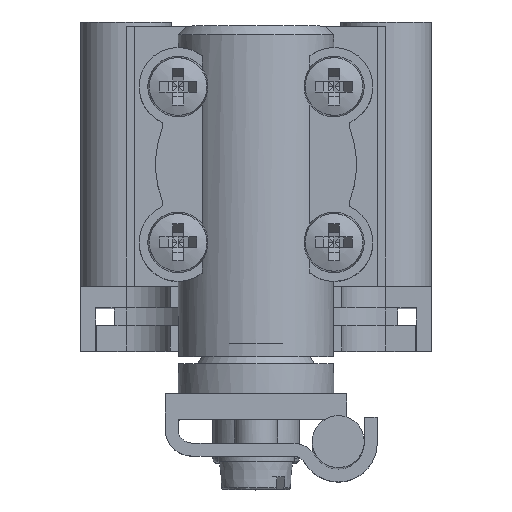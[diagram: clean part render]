
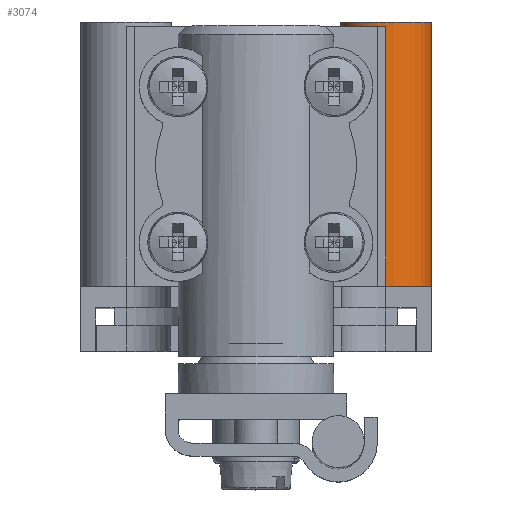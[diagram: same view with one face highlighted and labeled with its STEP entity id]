
A CAD part, top view. The second image highlights one B-rep face of the part: STEP entity #3074.
In plain terms, the highlighted cylindrical face has radius 5.25 mm (diameter 10.5 mm), a partial arc.
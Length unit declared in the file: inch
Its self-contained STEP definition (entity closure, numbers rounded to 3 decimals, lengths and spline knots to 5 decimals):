
#9 = LINE ( 'NONE', #3599, #4330 ) ;
#261 = DIRECTION ( 'NONE',  ( 0., 0., -1. ) ) ;
#351 = CARTESIAN_POINT ( 'NONE',  ( 0., -0.64961, 2.60827 ) ) ;
#448 = CARTESIAN_POINT ( 'NONE',  ( 0.20669, -1.20079, 2.40157 ) ) ;
#729 = DIRECTION ( 'NONE',  ( 0., 0., -1. ) ) ;
#774 = VECTOR ( 'NONE', #3035, 39.37008 ) ;
#1010 = VECTOR ( 'NONE', #7250, 39.37008 ) ;
#1302 = EDGE_CURVE ( 'NONE', #4256, #8829, #7078, .T. ) ;
#1409 = DIRECTION ( 'NONE',  ( 0., 0., -1. ) ) ;
#1678 = FACE_OUTER_BOUND ( 'NONE', #4545, .T. ) ;
#1848 = DIRECTION ( 'NONE',  ( 0., 0., -1. ) ) ;
#2236 = CARTESIAN_POINT ( 'NONE',  ( 0.20669, -0.64961, 2.40157 ) ) ;
#2570 = CARTESIAN_POINT ( 'NONE',  ( 0.20669, 0., 2.40157 ) ) ;
#2800 = CARTESIAN_POINT ( 'NONE',  ( 0., -1.20079, 2.60827 ) ) ;
#3035 = DIRECTION ( 'NONE',  ( 0., 1., 0. ) ) ;
#3045 = VERTEX_POINT ( 'NONE', #448 ) ;
#3074 = ADVANCED_FACE ( 'NONE', ( #1678 ), #9687, .T. ) ;
#3212 = ORIENTED_EDGE ( 'NONE', *, *, #10936, .T. ) ;
#3520 = ORIENTED_EDGE ( 'NONE', *, *, #3545, .T. ) ;
#3545 = EDGE_CURVE ( 'NONE', #3649, #4256, #9, .T. ) ;
#3556 = DIRECTION ( 'NONE',  ( 0., -1., 0. ) ) ;
#3599 = CARTESIAN_POINT ( 'NONE',  ( -0.20669, -0.64961, 2.40157 ) ) ;
#3649 = VERTEX_POINT ( 'NONE', #10758 ) ;
#4205 = DIRECTION ( 'NONE',  ( 0., 1., 0. ) ) ;
#4256 = VERTEX_POINT ( 'NONE', #9397 ) ;
#4330 = VECTOR ( 'NONE', #5251, 39.37008 ) ;
#4441 = EDGE_CURVE ( 'NONE', #8829, #11012, #9032, .T. ) ;
#4545 = EDGE_LOOP ( 'NONE', ( #9255, #8145, #3212, #7341, #3520, #7317 ) ) ;
#5208 = CARTESIAN_POINT ( 'NONE',  ( 0., -0.64961, 2.40157 ) ) ;
#5251 = DIRECTION ( 'NONE',  ( 0., -1., 0. ) ) ;
#5598 = CIRCLE ( 'NONE', #8894, 0.20669 ) ;
#5913 = EDGE_CURVE ( 'NONE', #9894, #3649, #5598, .T. ) ;
#6061 = EDGE_CURVE ( 'NONE', #11012, #3045, #9265, .T. ) ;
#7078 = CIRCLE ( 'NONE', #8001, 0.20669 ) ;
#7250 = DIRECTION ( 'NONE',  ( 0., -1., 0. ) ) ;
#7281 = DIRECTION ( 'NONE',  ( 0., 1., 0. ) ) ;
#7317 = ORIENTED_EDGE ( 'NONE', *, *, #1302, .T. ) ;
#7341 = ORIENTED_EDGE ( 'NONE', *, *, #5913, .T. ) ;
#7392 = DIRECTION ( 'NONE',  ( 0., -1., 0. ) ) ;
#7974 = AXIS2_PLACEMENT_3D ( 'NONE', #10511, #4205, #729 ) ;
#8001 = AXIS2_PLACEMENT_3D ( 'NONE', #9929, #7281, #261 ) ;
#8145 = ORIENTED_EDGE ( 'NONE', *, *, #6061, .T. ) ;
#8829 = VERTEX_POINT ( 'NONE', #9129 ) ;
#8894 = AXIS2_PLACEMENT_3D ( 'NONE', #9177, #7392, #1409 ) ;
#9032 = LINE ( 'NONE', #351, #1010 ) ;
#9129 = CARTESIAN_POINT ( 'NONE',  ( 0., -0.01969, 2.60827 ) ) ;
#9177 = CARTESIAN_POINT ( 'NONE',  ( 0., 0., 2.40157 ) ) ;
#9255 = ORIENTED_EDGE ( 'NONE', *, *, #4441, .T. ) ;
#9265 = CIRCLE ( 'NONE', #7974, 0.20669 ) ;
#9397 = CARTESIAN_POINT ( 'NONE',  ( -0.20669, -0.01969, 2.40157 ) ) ;
#9687 = CYLINDRICAL_SURFACE ( 'NONE', #11330, 0.20669 ) ;
#9894 = VERTEX_POINT ( 'NONE', #2570 ) ;
#9929 = CARTESIAN_POINT ( 'NONE',  ( 0., -0.01969, 2.40157 ) ) ;
#10080 = LINE ( 'NONE', #2236, #774 ) ;
#10511 = CARTESIAN_POINT ( 'NONE',  ( 0., -1.20079, 2.40157 ) ) ;
#10758 = CARTESIAN_POINT ( 'NONE',  ( -0.20669, 0., 2.40157 ) ) ;
#10936 = EDGE_CURVE ( 'NONE', #3045, #9894, #10080, .T. ) ;
#11012 = VERTEX_POINT ( 'NONE', #2800 ) ;
#11330 = AXIS2_PLACEMENT_3D ( 'NONE', #5208, #3556, #1848 ) ;
